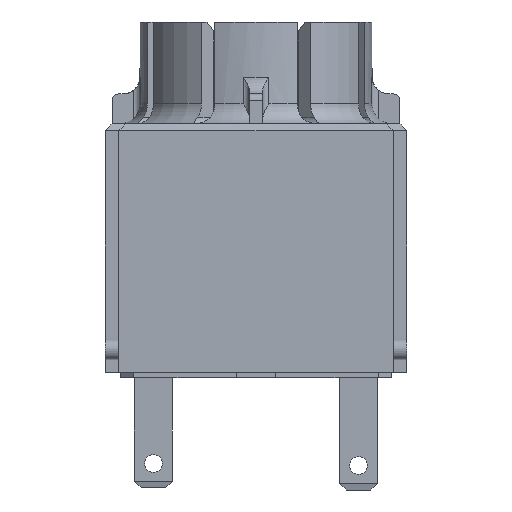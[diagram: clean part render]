
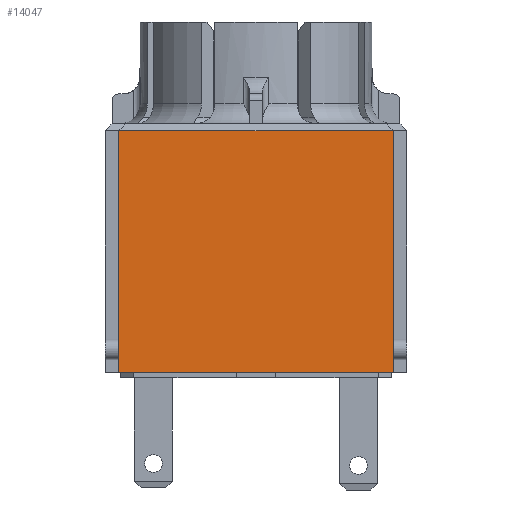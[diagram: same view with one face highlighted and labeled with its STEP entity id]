
A CAD part, front view. The second image highlights one B-rep face of the part: STEP entity #14047.
In plain terms, the highlighted planar face has unit normal (0, -1, 0).
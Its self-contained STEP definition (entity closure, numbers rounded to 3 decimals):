
#1406=FACE_OUTER_BOUND('',#2172,.T.);
#2172=EDGE_LOOP('',(#10951,#10952,#10953,#10954,#10955,#10956));
#3273=LINE('',#20519,#4708);
#3310=LINE('',#20601,#4745);
#3311=LINE('',#20606,#4746);
#3317=LINE('',#20648,#4752);
#3318=LINE('',#20649,#4753);
#3359=LINE('',#20752,#4794);
#4708=VECTOR('',#16605,10.);
#4745=VECTOR('',#16682,10.);
#4746=VECTOR('',#16687,10.);
#4752=VECTOR('',#16749,10.);
#4753=VECTOR('',#16750,10.);
#4794=VECTOR('',#16873,10.);
#6101=VERTEX_POINT('',#20511);
#6103=VERTEX_POINT('',#20517);
#6128=VERTEX_POINT('',#20600);
#6130=VERTEX_POINT('',#20605);
#6134=VERTEX_POINT('',#20631);
#6138=VERTEX_POINT('',#20646);
#7782=EDGE_CURVE('',#6103,#6101,#3273,.T.);
#7823=EDGE_CURVE('',#6128,#6101,#3310,.T.);
#7826=EDGE_CURVE('',#6130,#6128,#3311,.T.);
#7847=EDGE_CURVE('',#6138,#6134,#3317,.T.);
#7848=EDGE_CURVE('',#6134,#6103,#3318,.T.);
#7897=EDGE_CURVE('',#6138,#6130,#3359,.T.);
#10951=ORIENTED_EDGE('',*,*,#7782,.F.);
#10952=ORIENTED_EDGE('',*,*,#7848,.F.);
#10953=ORIENTED_EDGE('',*,*,#7847,.F.);
#10954=ORIENTED_EDGE('',*,*,#7897,.T.);
#10955=ORIENTED_EDGE('',*,*,#7826,.T.);
#10956=ORIENTED_EDGE('',*,*,#7823,.T.);
#13521=PLANE('',#14963);
#14047=ADVANCED_FACE('',(#1406),#13521,.T.);
#14963=AXIS2_PLACEMENT_3D('',#20787,#16916,#16917);
#16605=DIRECTION('',(1.,0.,0.));
#16682=DIRECTION('',(0.,0.,1.));
#16687=DIRECTION('',(0.,0.,1.));
#16749=DIRECTION('',(0.,0.,1.));
#16750=DIRECTION('',(0.,0.,1.));
#16873=DIRECTION('',(1.,0.,0.));
#16916=DIRECTION('center_axis',(0.,-1.,0.));
#16917=DIRECTION('ref_axis',(0.,0.,
-1.));
#20511=CARTESIAN_POINT('',(10.1,-11.1,18.2));
#20517=CARTESIAN_POINT('',(-10.1,-11.1,18.2));
#20519=CARTESIAN_POINT('',(0.,-11.1,18.2));
#20600=CARTESIAN_POINT('',(10.1,-11.1,2.09));
#20601=CARTESIAN_POINT('',(10.1,-11.1,0.4));
#20605=CARTESIAN_POINT('',(10.1,-11.1,0.4));
#20606=CARTESIAN_POINT('',(10.1,-11.1,0.4));
#20631=CARTESIAN_POINT('',(-10.1,-11.1,2.09));
#20646=CARTESIAN_POINT('',(-10.1,-11.1,0.4));
#20648=CARTESIAN_POINT('',(-10.1,-11.1,0.4));
#20649=CARTESIAN_POINT('',(-10.1,-11.1,0.4));
#20752=CARTESIAN_POINT('',(-10.1,-11.1,0.4));
#20787=CARTESIAN_POINT('Origin',(0.,-11.1,
0.4));
